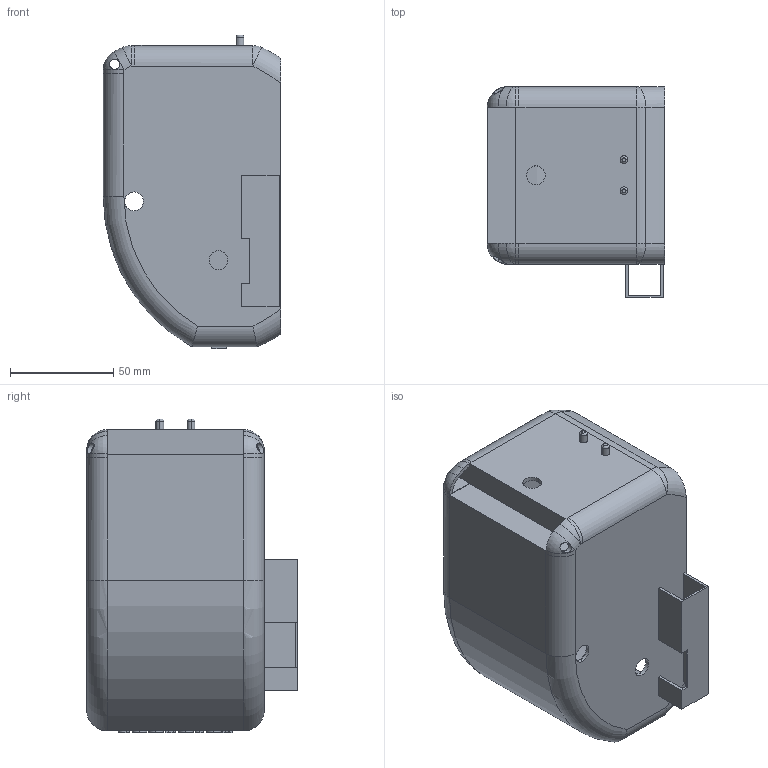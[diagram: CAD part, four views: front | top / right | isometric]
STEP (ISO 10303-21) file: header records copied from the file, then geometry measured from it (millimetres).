
FILE_DESCRIPTION (( 'STEP AP214' ), '1' );
FILE_NAME ('lower body.STEP', '2021-05-28T21:35:30', ( '' ), ( '' ), 'SwSTEP 2.0', 'SolidWorks 2020', '' );
FILE_SCHEMA (( 'AUTOMOTIVE_DESIGN' ));
Length unit declared in the file: millimetre
Products named in the file (1): lower body
Bounding box: 86 x 102 x 152 mm (x, y, z)
Volume: 92394.8 mm3; surface area: 96431.1 mm2
Topology: 1 solids, 1 shells, 269 faces, 672 edges, 418 vertices
Faces by surface type: plane 99, cylinder 58, bspline 56, torus 44, sphere 12
Entity records: 12032 total; most frequent: CARTESIAN_POINT 5898, ORIENTED_EDGE 1320, DIRECTION 1148, EDGE_CURVE 660, VERTEX_POINT 418, AXIS2_PLACEMENT_3D 414, LINE 320, VECTOR 320
